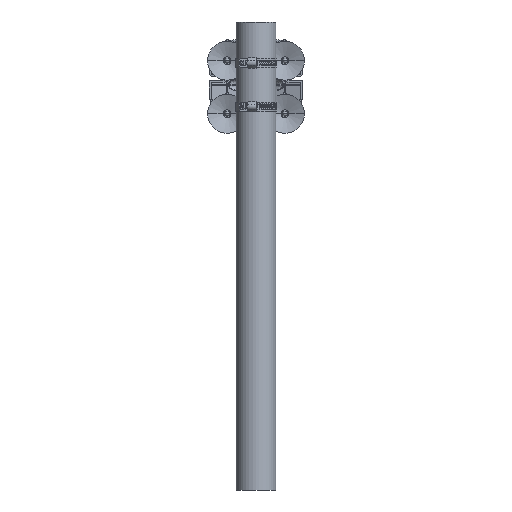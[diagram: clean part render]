
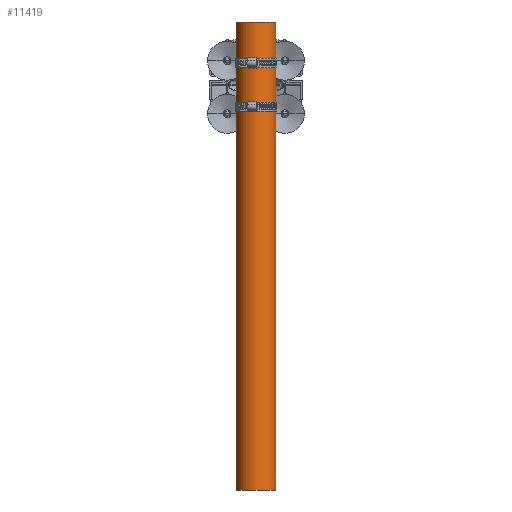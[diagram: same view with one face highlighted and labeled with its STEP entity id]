
A CAD part, front view. The second image highlights one B-rep face of the part: STEP entity #11419.
In plain terms, the highlighted cylindrical face has radius 25.4 mm (diameter 50.8 mm), a partial arc.
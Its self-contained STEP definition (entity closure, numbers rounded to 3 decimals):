
#3003 = ORIENTED_EDGE ( 'NONE', *, *, #52047, .F. ) ;
#3489 = DIRECTION ( 'NONE',  ( 0., 0., 1. ) ) ;
#4419 = LINE ( 'NONE', #48835, #45987 ) ;
#5767 = AXIS2_PLACEMENT_3D ( 'NONE', #24646, #40377, #24281 ) ;
#6139 = CARTESIAN_POINT ( 'NONE',  ( 22.721, -102.928, -373.341 ) ) ;
#7401 = AXIS2_PLACEMENT_3D ( 'NONE', #53579, #9069, #25853 ) ;
#8341 = CARTESIAN_POINT ( 'NONE',  ( 22.721, -102.928, -373.341 ) ) ;
#8767 = ORIENTED_EDGE ( 'NONE', *, *, #66143, .F. ) ;
#9069 = DIRECTION ( 'NONE',  ( 0., 0., 1. ) ) ;
#10015 = EDGE_LOOP ( 'NONE', ( #8767, #42691, #27483, #3003 ) ) ;
#11419 = ADVANCED_FACE ( 'NONE', ( #36688 ), #26241, .T. ) ;
#17222 = CARTESIAN_POINT ( 'NONE',  ( -28.079, -102.928, -373.341 ) ) ;
#18338 = VERTEX_POINT ( 'NONE', #17222 ) ;
#22854 = AXIS2_PLACEMENT_3D ( 'NONE', #33869, #40595, #51082 ) ;
#24281 = DIRECTION ( 'NONE',  ( 1., 0., 0. ) ) ;
#24646 = CARTESIAN_POINT ( 'NONE',  ( -2.679, -102.928, -373.341 ) ) ;
#25853 = DIRECTION ( 'NONE',  ( -1., 0., 0. ) ) ;
#26241 = CYLINDRICAL_SURFACE ( 'NONE', #7401, 25.4 ) ;
#27483 = ORIENTED_EDGE ( 'NONE', *, *, #48334, .T. ) ;
#30183 = EDGE_CURVE ( 'NONE', #69414, #41186, #42267, .T. ) ;
#30995 = VERTEX_POINT ( 'NONE', #54958 ) ;
#31912 = CIRCLE ( 'NONE', #5767, 25.4 ) ;
#33869 = CARTESIAN_POINT ( 'NONE',  ( -2.679, -102.928, 226.659 ) ) ;
#36688 = FACE_OUTER_BOUND ( 'NONE', #10015, .T. ) ;
#40377 = DIRECTION ( 'NONE',  ( 0., 0., -1. ) ) ;
#40595 = DIRECTION ( 'NONE',  ( 0., 0., -1. ) ) ;
#41186 = VERTEX_POINT ( 'NONE', #71005 ) ;
#42267 = LINE ( 'NONE', #8341, #65066 ) ;
#42691 = ORIENTED_EDGE ( 'NONE', *, *, #30183, .T. ) ;
#45987 = VECTOR ( 'NONE', #71710, 1000. ) ;
#48334 = EDGE_CURVE ( 'NONE', #41186, #30995, #55104, .T. ) ;
#48835 = CARTESIAN_POINT ( 'NONE',  ( -28.079, -102.928, -373.341 ) ) ;
#51082 = DIRECTION ( 'NONE',  ( 1., 0., 0. ) ) ;
#52047 = EDGE_CURVE ( 'NONE', #18338, #30995, #4419, .T. ) ;
#53579 = CARTESIAN_POINT ( 'NONE',  ( -2.679, -102.928, -373.341 ) ) ;
#54958 = CARTESIAN_POINT ( 'NONE',  ( -28.079, -102.928, 226.659 ) ) ;
#55104 = CIRCLE ( 'NONE', #22854, 25.4 ) ;
#65066 = VECTOR ( 'NONE', #3489, 1000. ) ;
#66143 = EDGE_CURVE ( 'NONE', #69414, #18338, #31912, .T. ) ;
#69414 = VERTEX_POINT ( 'NONE', #6139 ) ;
#71005 = CARTESIAN_POINT ( 'NONE',  ( 22.721, -102.928, 226.659 ) ) ;
#71710 = DIRECTION ( 'NONE',  ( 0., 0., 1. ) ) ;
